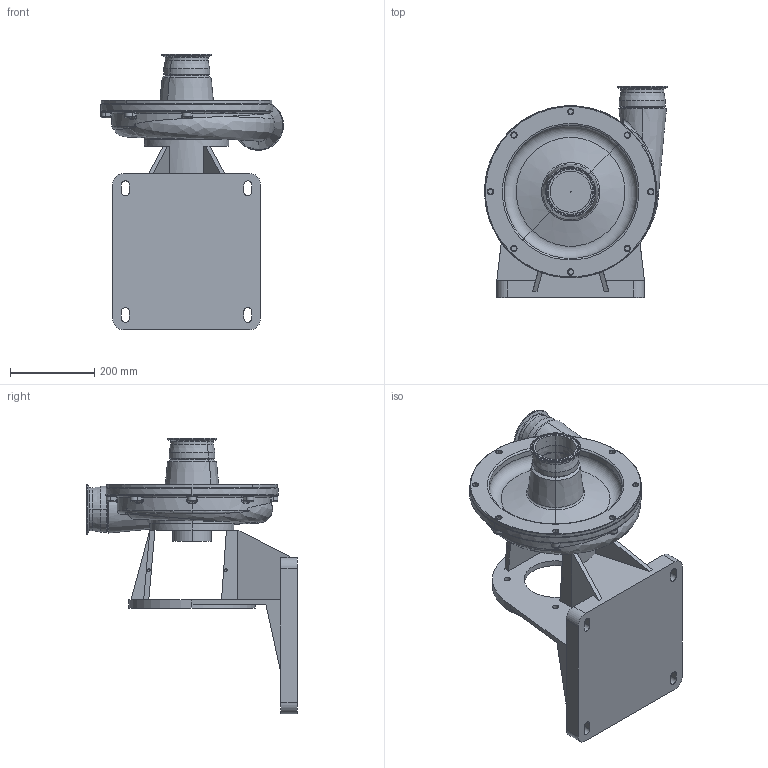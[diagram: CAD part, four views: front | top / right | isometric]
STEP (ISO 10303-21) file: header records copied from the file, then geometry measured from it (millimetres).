
FILE_DESCRIPTION (( 'STEP AP214' ), '1' );
FILE_NAME ('FP 1050 280TC VERT.STEP', '2023-04-27T14:21:46', ( '' ), ( '' ), 'SwSTEP 2.0', 'SolidWorks 2023', '' );
FILE_SCHEMA (( 'AUTOMOTIVE_DESIGN' ));
Length unit declared in the file: millimetre
Products named in the file (1): FP 1050 280TC VERT
Bounding box: 433.45 x 500 x 652.5 mm (x, y, z)
Volume: 15053767.3 mm3; surface area: 1557308.3 mm2
Topology: 1 solids, 1 shells, 527 faces, 1220 edges, 729 vertices
Faces by surface type: cylinder 175, plane 117, cone 87, torus 78, bspline 67, sphere 3
Entity records: 23367 total; most frequent: CARTESIAN_POINT 11501, DIRECTION 2603, ORIENTED_EDGE 2408, EDGE_CURVE 1204, AXIS2_PLACEMENT_3D 1099, VERTEX_POINT 726, CIRCLE 638, EDGE_LOOP 598
